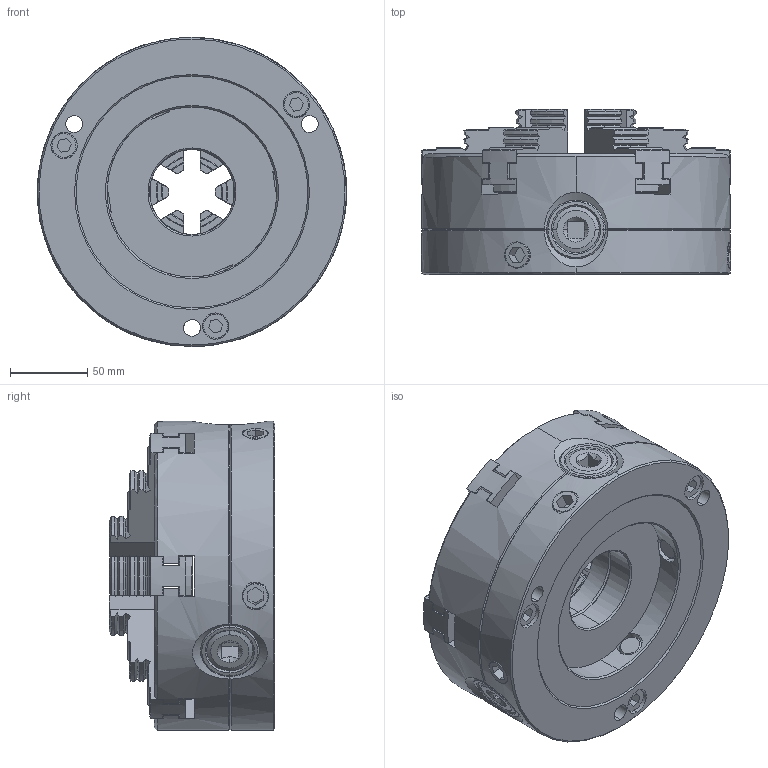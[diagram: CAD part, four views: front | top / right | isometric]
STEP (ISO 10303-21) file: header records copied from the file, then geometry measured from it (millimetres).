
FILE_DESCRIPTION (( 'STEP AP203' ), '1' );
FILE_NAME ('1-104-0800.STEP', '2024-02-07T03:29:10', ( 'Microsoft' ), ( 'Microsoft' ), 'SwSTEP 2.0', 'SolidWorks 2021', '' );
FILE_SCHEMA (( 'CONFIG_CONTROL_DESIGN' ));
Length unit declared in the file: millimetre
Products named in the file (6): part.IGS; 1-104-0800; ZE-BB38-200; part2.IGS; tiaojeilouding1.IGS; part2
Assembly tree (13 placements, depth 4):
  1-104-0800
    part2
      part2.IGS
        part.IGS
        tiaojeilouding1.IGS  x4
    ZE-BB38-200  x6
Bounding box: 200.38 x 107 x 200 mm (x, y, z)
Volume: 2200680.6 mm3; surface area: 280086.6 mm2
Topology: 11 solids, 11 shells, 1402 faces, 3791 edges, 2443 vertices
Faces by surface type: plane 587, cone 444, cylinder 204, bspline 167
Entity records: 20544 total; most frequent: CARTESIAN_POINT 10163, ORIENTED_EDGE 2544, EDGE_CURVE 1272, DIRECTION 1219, VERTEX_POINT 821, B_SPLINE_CURVE_WITH_KNOTS 752, EDGE_LOOP 525, AXIS2_PLACEMENT_3D 510
